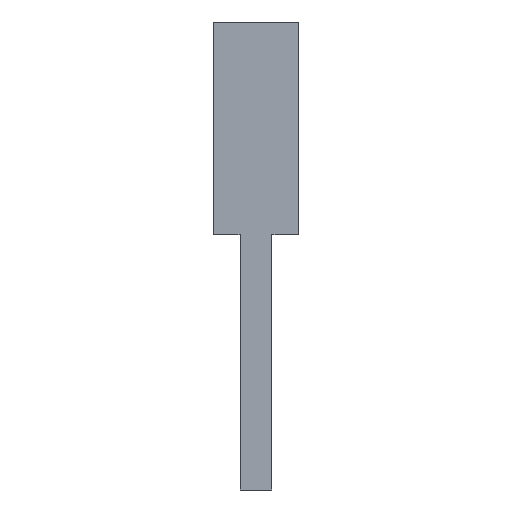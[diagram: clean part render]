
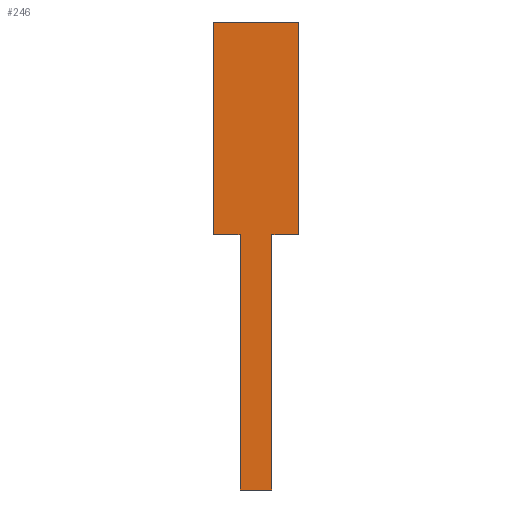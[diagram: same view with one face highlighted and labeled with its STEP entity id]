
A CAD part, left-side view. The second image highlights one B-rep face of the part: STEP entity #246.
In plain terms, the highlighted planar face has unit normal (-1, 0, 0).
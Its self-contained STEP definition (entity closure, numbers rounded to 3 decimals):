
#9 = CARTESIAN_POINT ( 'NONE',  ( -6., 0.75, -22. ) ) ;
#12 = ORIENTED_EDGE ( 'NONE', *, *, #23, .F. ) ;
#17 = CARTESIAN_POINT ( 'NONE',  ( -6., 0., 0. ) ) ;
#23 = EDGE_CURVE ( 'NONE', #229, #219, #91, .T. ) ;
#30 = CARTESIAN_POINT ( 'NONE',  ( -6., -0.75, -22. ) ) ;
#32 = CARTESIAN_POINT ( 'NONE',  ( -6., -2., -10. ) ) ;
#34 = EDGE_CURVE ( 'NONE', #46, #284, #138, .T. ) ;
#35 = DIRECTION ( 'NONE',  ( 0., 0., 1. ) ) ;
#38 = DIRECTION ( 'NONE',  ( 0., 0., 1. ) ) ;
#44 = VERTEX_POINT ( 'NONE', #114 ) ;
#46 = VERTEX_POINT ( 'NONE', #296 ) ;
#48 = DIRECTION ( 'NONE',  ( 0., 0., 1. ) ) ;
#53 = EDGE_CURVE ( 'NONE', #44, #222, #120, .T. ) ;
#57 = CARTESIAN_POINT ( 'NONE',  ( -6., -2., -10. ) ) ;
#62 = ORIENTED_EDGE ( 'NONE', *, *, #301, .F. ) ;
#64 = EDGE_CURVE ( 'NONE', #219, #251, #259, .T. ) ;
#66 = VECTOR ( 'NONE', #100, 1000. ) ;
#70 = EDGE_CURVE ( 'NONE', #216, #44, #207, .T. ) ;
#74 = DIRECTION ( 'NONE',  ( 0., 1., 0. ) ) ;
#89 = CARTESIAN_POINT ( 'NONE',  ( -6., -0.75, -10. ) ) ;
#91 = LINE ( 'NONE', #248, #66 ) ;
#96 = VECTOR ( 'NONE', #74, 1000. ) ;
#100 = DIRECTION ( 'NONE',  ( 0., 1., 0. ) ) ;
#114 = CARTESIAN_POINT ( 'NONE',  ( -6., 2., 0. ) ) ;
#120 = LINE ( 'NONE', #209, #329 ) ;
#121 = ORIENTED_EDGE ( 'NONE', *, *, #64, .F. ) ;
#133 = CARTESIAN_POINT ( 'NONE',  ( -6., -0.75, -10. ) ) ;
#138 = LINE ( 'NONE', #9, #276 ) ;
#141 = EDGE_CURVE ( 'NONE', #251, #46, #266, .T. ) ;
#142 = CARTESIAN_POINT ( 'NONE',  ( -6., 0.75, -10. ) ) ;
#143 = ORIENTED_EDGE ( 'NONE', *, *, #34, .F. ) ;
#146 = DIRECTION ( 'NONE',  ( 0., 1., 0. ) ) ;
#152 = VECTOR ( 'NONE', #146, 1000. ) ;
#153 = VECTOR ( 'NONE', #320, 1000. ) ;
#159 = LINE ( 'NONE', #269, #152 ) ;
#167 = DIRECTION ( 'NONE',  ( 0., 0., -1. ) ) ;
#172 = VECTOR ( 'NONE', #167, 1000. ) ;
#178 = ORIENTED_EDGE ( 'NONE', *, *, #141, .F. ) ;
#180 = FACE_OUTER_BOUND ( 'NONE', #187, .T. ) ;
#187 = EDGE_LOOP ( 'NONE', ( #315, #224, #62, #143, #178, #121, #12, #237 ) ) ;
#192 = DIRECTION ( 'NONE',  ( 0., -1., 0. ) ) ;
#202 = CARTESIAN_POINT ( 'NONE',  ( -6., 2., -10. ) ) ;
#207 = LINE ( 'NONE', #319, #326 ) ;
#209 = CARTESIAN_POINT ( 'NONE',  ( -6., 2., 0. ) ) ;
#216 = VERTEX_POINT ( 'NONE', #202 ) ;
#219 = VERTEX_POINT ( 'NONE', #133 ) ;
#222 = VERTEX_POINT ( 'NONE', #285 ) ;
#224 = ORIENTED_EDGE ( 'NONE', *, *, #70, .F. ) ;
#229 = VERTEX_POINT ( 'NONE', #32 ) ;
#237 = ORIENTED_EDGE ( 'NONE', *, *, #273, .F. ) ;
#246 = ADVANCED_FACE ( 'NONE', ( #180 ), #309, .T. ) ;
#248 = CARTESIAN_POINT ( 'NONE',  ( -6., -0.75, -10. ) ) ;
#251 = VERTEX_POINT ( 'NONE', #30 ) ;
#259 = LINE ( 'NONE', #89, #153 ) ;
#266 = LINE ( 'NONE', #280, #96 ) ;
#269 = CARTESIAN_POINT ( 'NONE',  ( -6., 2., -10. ) ) ;
#273 = EDGE_CURVE ( 'NONE', #222, #229, #298, .T. ) ;
#275 = DIRECTION ( 'NONE',  ( -1., 0., 0. ) ) ;
#276 = VECTOR ( 'NONE', #35, 1000. ) ;
#280 = CARTESIAN_POINT ( 'NONE',  ( -6., -0.75, -22. ) ) ;
#284 = VERTEX_POINT ( 'NONE', #142 ) ;
#285 = CARTESIAN_POINT ( 'NONE',  ( -6., -2., 0. ) ) ;
#296 = CARTESIAN_POINT ( 'NONE',  ( -6., 0.75, -22. ) ) ;
#298 = LINE ( 'NONE', #57, #172 ) ;
#301 = EDGE_CURVE ( 'NONE', #284, #216, #159, .T. ) ;
#304 = AXIS2_PLACEMENT_3D ( 'NONE', #17, #275, #48 ) ;
#309 = PLANE ( 'NONE',  #304 ) ;
#315 = ORIENTED_EDGE ( 'NONE', *, *, #53, .F. ) ;
#319 = CARTESIAN_POINT ( 'NONE',  ( -6., 2., -10. ) ) ;
#320 = DIRECTION ( 'NONE',  ( 0., 0., -1. ) ) ;
#326 = VECTOR ( 'NONE', #38, 1000. ) ;
#329 = VECTOR ( 'NONE', #192, 1000. ) ;
